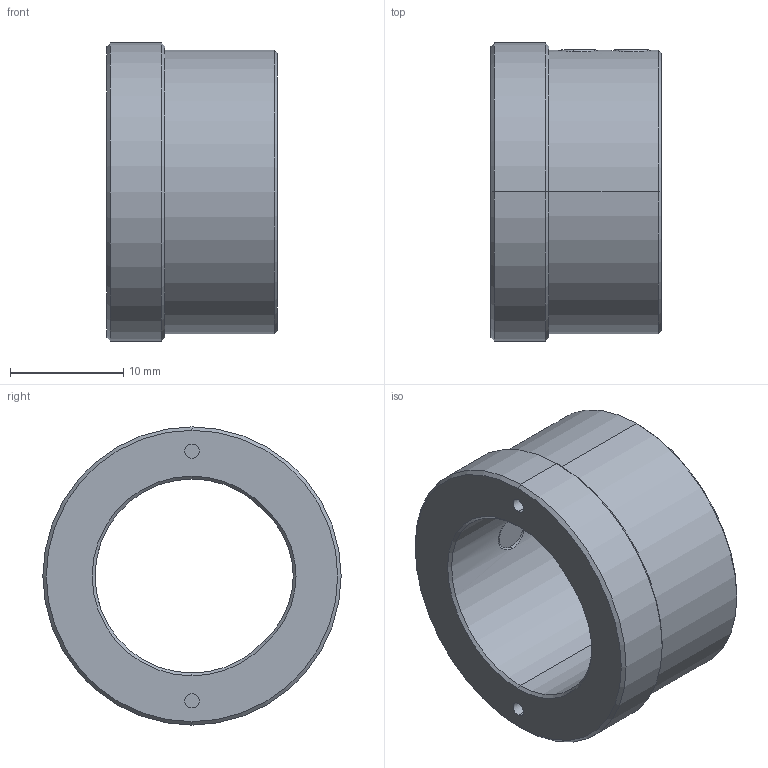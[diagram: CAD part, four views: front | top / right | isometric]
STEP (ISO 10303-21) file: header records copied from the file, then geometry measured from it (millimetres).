
FILE_DESCRIPTION (( 'STEP AP203' ), '1' );
FILE_NAME ('1.6.5.25_ZSG-1W17N_光纤转接件，SM1外螺纹转φ17mm.STEP', '2024-04-13T08:57:00', ( '' ), ( '' ), 'SwSTEP 2.0', 'SolidWorks 2021', '' );
FILE_SCHEMA (( 'CONFIG_CONTROL_DESIGN' ));
Length unit declared in the file: millimetre
Products named in the file (3): 1.6.5.25.1_光纤转接件主体，SM1外螺纹转φ17mm; 30.8.8-14，M4尼龙头顶丝，A_30.8.56-LNJ4*3; 1.6.5.25_ZSG-1W17N_光纤转接件，SM1外螺纹转φ17mm
Assembly tree (3 placements, depth 2):
  1.6.5.25_ZSG-1W17N_光纤转接件，SM1外螺纹转φ17mm
    1.6.5.25.1_光纤转接件主体，SM1外螺纹转φ17mm
    30.8.8-14，M4尼龙头顶丝，A_30.8.56-LNJ4*3  x2
Bounding box: 15 x 26.29 x 26.29 mm (x, y, z)
Volume: 4128.5 mm3; surface area: 2769.7 mm2
Topology: 3 solids, 3 shells, 77 faces, 170 edges, 104 vertices
Faces by surface type: cone 26, cylinder 24, plane 23, bspline 4
Entity records: 4589 total; most frequent: CARTESIAN_POINT 2996, DIRECTION 268, ORIENTED_EDGE 256, EDGE_CURVE 128, AXIS2_PLACEMENT_3D 110, VERTEX_POINT 78, EDGE_LOOP 68, ADVANCED_FACE 58
